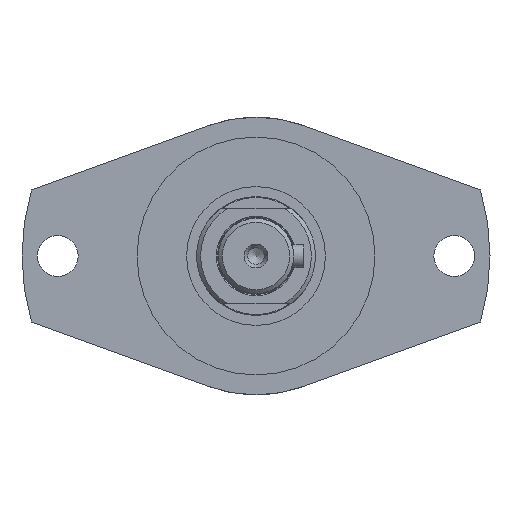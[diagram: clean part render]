
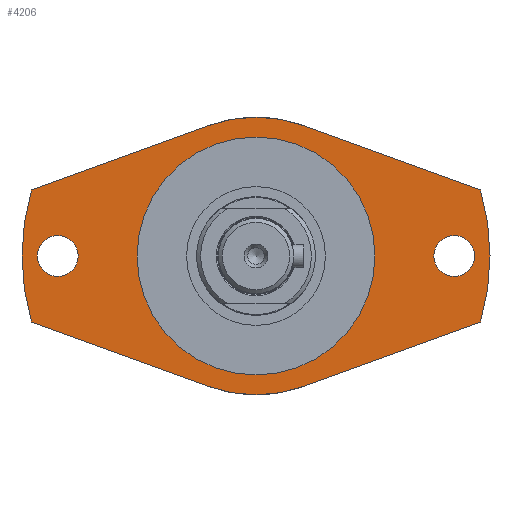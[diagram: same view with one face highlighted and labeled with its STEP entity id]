
A CAD part, left-side view. The second image highlights one B-rep face of the part: STEP entity #4206.
In plain terms, the highlighted planar face has unit normal (-1, 0, 0).
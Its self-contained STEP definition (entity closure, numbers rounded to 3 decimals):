
#146=FACE_BOUND('',#721,.T.);
#147=FACE_BOUND('',#722,.T.);
#148=FACE_BOUND('',#723,.T.);
#272=PLANE('',#4610);
#471=FACE_OUTER_BOUND('',#720,.T.);
#720=EDGE_LOOP('',(#3548,#3549,#3550,#3551,#3552,#3553,#3554,#3555));
#721=EDGE_LOOP('',(#3556));
#722=EDGE_LOOP('',(#3557));
#723=EDGE_LOOP('',(#3558,#3559));
#1039=LINE('',#7049,#1353);
#1042=LINE('',#7055,#1356);
#1046=LINE('',#7062,#1360);
#1049=LINE('',#7068,#1363);
#1353=VECTOR('',#5638,10.);
#1356=VECTOR('',#5643,10.);
#1360=VECTOR('',#5649,10.);
#1363=VECTOR('',#5654,10.);
#1547=CIRCLE('',#4592,35.);
#1549=CIRCLE('',#4594,35.);
#1553=CIRCLE('',#4599,5.15);
#1556=CIRCLE('',#4603,5.15);
#1558=CIRCLE('',#4611,59.);
#1559=CIRCLE('',#4612,59.);
#1560=CIRCLE('',#4613,30.);
#1561=CIRCLE('',#4614,30.);
#1914=VERTEX_POINT('',#7014);
#1915=VERTEX_POINT('',#7016);
#1918=VERTEX_POINT('',#7022);
#1919=VERTEX_POINT('',#7024);
#1923=VERTEX_POINT('',#7034);
#1926=VERTEX_POINT('',#7042);
#1927=VERTEX_POINT('',#7046);
#1930=VERTEX_POINT('',#7054);
#1932=VERTEX_POINT('',#7060);
#1934=VERTEX_POINT('',#7065);
#1935=VERTEX_POINT('',#7074);
#1936=VERTEX_POINT('',#7075);
#2461=EDGE_CURVE('',#1915,#1914,#1547,.T.);
#2465=EDGE_CURVE('',#1919,#1918,#1549,.T.);
#2471=EDGE_CURVE('',#1923,#1923,#1553,.T.);
#2475=EDGE_CURVE('',#1926,#1926,#1556,.T.);
#2477=EDGE_CURVE('',#1914,#1927,#1039,.T.);
#2480=EDGE_CURVE('',#1930,#1919,#1042,.T.);
#2484=EDGE_CURVE('',#1918,#1932,#1046,.T.);
#2487=EDGE_CURVE('',#1934,#1915,#1049,.T.);
#2489=EDGE_CURVE('',#1930,#1927,#1558,.T.);
#2490=EDGE_CURVE('',#1934,#1932,#1559,.T.);
#2491=EDGE_CURVE('',#1935,#1936,#1560,.T.);
#2492=EDGE_CURVE('',#1936,#1935,#1561,.T.);
#3548=ORIENTED_EDGE('',*,*,#2487,.T.);
#3549=ORIENTED_EDGE('',*,*,#2461,.T.);
#3550=ORIENTED_EDGE('',*,*,#2477,.T.);
#3551=ORIENTED_EDGE('',*,*,#2489,.F.);
#3552=ORIENTED_EDGE('',*,*,#2480,.T.);
#3553=ORIENTED_EDGE('',*,*,#2465,.T.);
#3554=ORIENTED_EDGE('',*,*,#2484,.T.);
#3555=ORIENTED_EDGE('',*,*,#2490,.F.);
#3556=ORIENTED_EDGE('',*,*,#2471,.T.);
#3557=ORIENTED_EDGE('',*,*,#2475,.T.);
#3558=ORIENTED_EDGE('',*,*,#2491,.T.);
#3559=ORIENTED_EDGE('',*,*,#2492,.T.);
#4206=ADVANCED_FACE('',(#471,#146,#147,#148),#272,.T.);
#4592=AXIS2_PLACEMENT_3D('',#7017,#5606,#5607);
#4594=AXIS2_PLACEMENT_3D('',#7025,#5612,#5613);
#4599=AXIS2_PLACEMENT_3D('',#7036,#5624,#5625);
#4603=AXIS2_PLACEMENT_3D('',#7044,#5633,#5634);
#4610=AXIS2_PLACEMENT_3D('',#7071,#5659,#5660);
#4611=AXIS2_PLACEMENT_3D('',#7072,#5661,#5662);
#4612=AXIS2_PLACEMENT_3D('',#7073,#5663,#5664);
#4613=AXIS2_PLACEMENT_3D('',#7076,#5665,#5666);
#4614=AXIS2_PLACEMENT_3D('',#7077,#5667,#5668);
#5606=DIRECTION('center_axis',(-1.,0.,0.));
#5607=DIRECTION('ref_axis',(0.,0.342,-0.94));
#5612=DIRECTION('center_axis',(-1.,0.,0.));
#5613=DIRECTION('ref_axis',(0.,-0.342,0.94));
#5624=DIRECTION('center_axis',(1.,0.,0.));
#5625=DIRECTION('ref_axis',(0.,0.,1.));
#5633=DIRECTION('center_axis',(1.,0.,0.));
#5634=DIRECTION('ref_axis',(0.,0.,1.));
#5638=DIRECTION('',(0.,0.94,-0.342));
#5643=DIRECTION('',(0.,-0.94,-0.342));
#5649=DIRECTION('',(0.,-0.94,0.342));
#5654=DIRECTION('',(0.,0.94,0.342));
#5659=DIRECTION('center_axis',(-1.,0.,0.));
#5660=DIRECTION('ref_axis',(0.,0.,
-1.));
#5661=DIRECTION('center_axis',(1.,0.,0.));
#5662=DIRECTION('ref_axis',(0.,-1.,0.));
#5663=DIRECTION('center_axis',(1.,0.,0.));
#5664=DIRECTION('ref_axis',(0.,-1.,0.));
#5665=DIRECTION('center_axis',(1.,0.,0.));
#5666=DIRECTION('ref_axis',(0.,-1.,0.));
#5667=DIRECTION('center_axis',(1.,0.,0.));
#5668=DIRECTION('ref_axis',(0.,-1.,0.));
#7014=CARTESIAN_POINT('',(-180.,11.971,32.889));
#7016=CARTESIAN_POINT('',(-180.,-11.971,32.889));
#7017=CARTESIAN_POINT('Origin',(-180.,0.,0.));
#7022=CARTESIAN_POINT('',(-180.,-11.971,-32.889));
#7024=CARTESIAN_POINT('',(-180.,11.971,-32.889));
#7025=CARTESIAN_POINT('Origin',(-180.,0.,0.));
#7034=CARTESIAN_POINT('',(-180.,50.,-5.15));
#7036=CARTESIAN_POINT('Origin',(-180.,50.,0.));
#7042=CARTESIAN_POINT('',(-180.,-50.,-5.15));
#7044=CARTESIAN_POINT('Origin',(-180.,-50.,0.));
#7046=CARTESIAN_POINT('',(-180.,56.604,16.644));
#7049=CARTESIAN_POINT('',(-180.,-7.677,40.04));
#7054=CARTESIAN_POINT('',(-180.,56.604,-16.644));
#7055=CARTESIAN_POINT('',(-180.,37.505,-23.596));
#7060=CARTESIAN_POINT('',(-180.,-56.604,-16.644));
#7062=CARTESIAN_POINT('',(-180.,-31.618,-25.738));
#7065=CARTESIAN_POINT('',(-180.,-56.604,16.644));
#7068=CARTESIAN_POINT('',(-180.,-76.799,9.294));
#7071=CARTESIAN_POINT('Origin',(-180.,-44.5,0.));
#7072=CARTESIAN_POINT('Origin',(-180.,0.,0.));
#7073=CARTESIAN_POINT('Origin',(-180.,0.,0.));
#7074=CARTESIAN_POINT('',(-180.,-30.,0.));
#7075=CARTESIAN_POINT('',(-180.,30.,0.));
#7076=CARTESIAN_POINT('Origin',(-180.,0.,0.));
#7077=CARTESIAN_POINT('Origin',(-180.,0.,0.));
